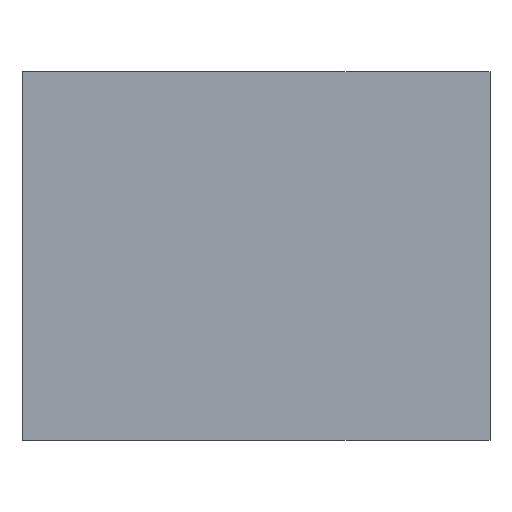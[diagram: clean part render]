
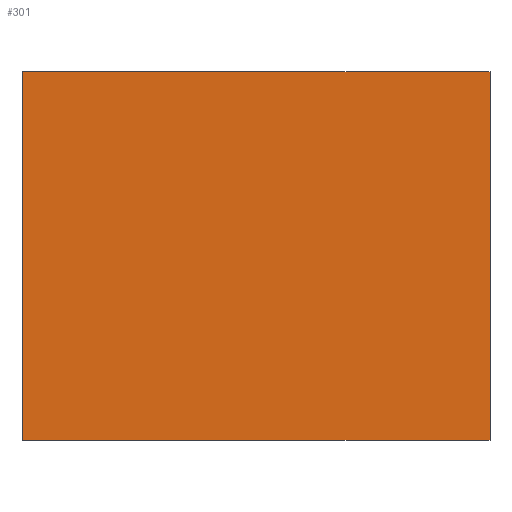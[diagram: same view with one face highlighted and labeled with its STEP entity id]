
A CAD part, front view. The second image highlights one B-rep face of the part: STEP entity #301.
In plain terms, the highlighted planar face has unit normal (0, -1, 0).
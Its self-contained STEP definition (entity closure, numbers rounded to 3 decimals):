
#29=DIRECTION('',(1.,0.,0.));
#30=VECTOR('',#29,29.1);
#31=CARTESIAN_POINT('',(-29.1,0.,0.));
#32=LINE('',#31,#30);
#43=DIRECTION('',(0.,0.,1.));
#44=VECTOR('',#43,22.9);
#45=CARTESIAN_POINT('',(0.,0.,0.));
#46=LINE('',#45,#44);
#57=DIRECTION('',(0.,0.,1.));
#58=VECTOR('',#57,22.9);
#59=CARTESIAN_POINT('',(-29.1,0.,0.));
#60=LINE('',#59,#58);
#119=DIRECTION('',(1.,0.,0.));
#120=VECTOR('',#119,29.1);
#121=CARTESIAN_POINT('',(-29.1,0.,22.9));
#122=LINE('',#121,#120);
#181=CARTESIAN_POINT('',(0.,0.,0.));
#183=VERTEX_POINT('',#181);
#195=CARTESIAN_POINT('',(-29.1,0.,0.));
#196=VERTEX_POINT('',#195);
#197=CARTESIAN_POINT('',(0.,0.,22.9));
#199=VERTEX_POINT('',#197);
#211=CARTESIAN_POINT('',(-29.1,0.,22.9));
#212=VERTEX_POINT('',#211);
#288=CARTESIAN_POINT('',(-29.1,0.,0.));
#289=DIRECTION('',(0.,-1.,0.));
#290=DIRECTION('',(1.,0.,0.));
#291=AXIS2_PLACEMENT_3D('',#288,#289,#290);
#292=PLANE('',#291);
#293=ORIENTED_EDGE('',*,*,#256,.F.);
#295=ORIENTED_EDGE('',*,*,#294,.T.);
#297=ORIENTED_EDGE('',*,*,#296,.T.);
#298=ORIENTED_EDGE('',*,*,#273,.F.);
#299=EDGE_LOOP('',(#293,#295,#297,#298));
#300=FACE_OUTER_BOUND('',#299,.F.);
#301=ADVANCED_FACE('',(#300),#292,.T.);
#256=EDGE_CURVE('',#196,#183,#32,.T.);
#273=EDGE_CURVE('',#183,#199,#46,.T.);
#294=EDGE_CURVE('',#196,#212,#60,.T.);
#296=EDGE_CURVE('',#212,#199,#122,.T.);
